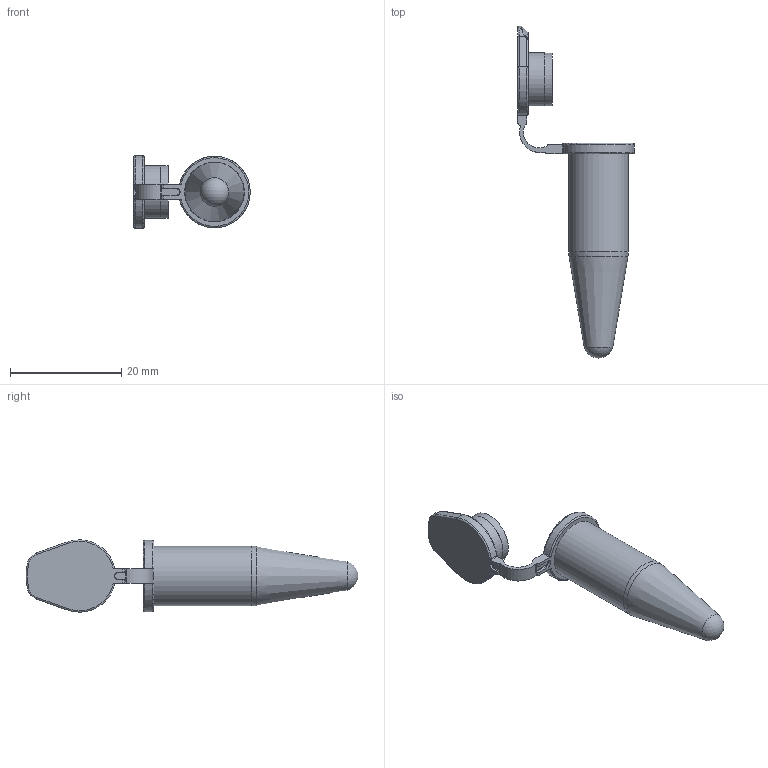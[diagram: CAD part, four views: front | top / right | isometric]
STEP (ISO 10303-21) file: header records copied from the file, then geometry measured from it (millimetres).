
FILE_DESCRIPTION(/* description */ (''),/* implementation_level */ '2;1');
FILE_NAME(/* name */ '1-5ml Microfuge Tube v6 combined ASM FORM 1.stp',/* time_stamp */ '2024-06-24T12:06:09-05:00',/* author */ ('polym'),/* organization */ (''),/* preprocessor_version */ 'ST-DEVELOPER v19',/* originating_system */ 'Autodesk Inventor 2023',/* authorisation */ '');
FILE_SCHEMA (('AUTOMOTIVE_DESIGN { 1 0 10303 214 3 1 1 }'));
Length unit declared in the file: millimetre
Products named in the file (1): 1-5ml Microfuge Tube v6 combined ASM FORM 1
Bounding box: 20.94 x 59.66 x 13 mm (x, y, z)
Volume: 1265.6 mm3; surface area: 3032.8 mm2
Topology: 2 solids, 2 shells, 137 faces, 332 edges, 203 vertices
Faces by surface type: cylinder 52, plane 30, bspline 22, torus 19, cone 8, sphere 6
Full cylindrical faces by diameter (mm): 8.331 x1, 8.788 x1, 9.468 x1, 9.55 x2, 9.703 x2, 10.719 x1
Entity records: 5239 total; most frequent: CARTESIAN_POINT 2012, DIRECTION 679, ORIENTED_EDGE 664, EDGE_CURVE 332, AXIS2_PLACEMENT_3D 279, VERTEX_POINT 203, CIRCLE 155, EDGE_LOOP 143
